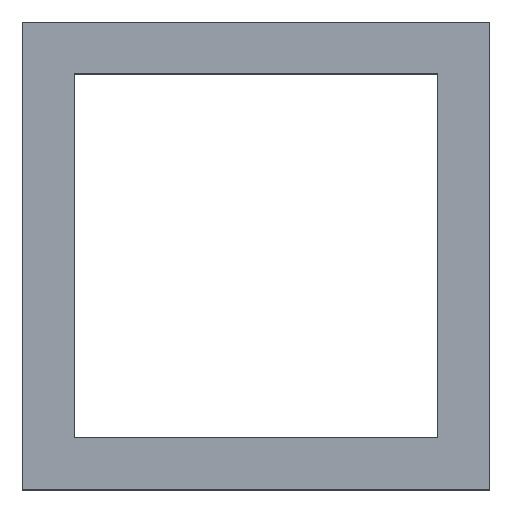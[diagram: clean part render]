
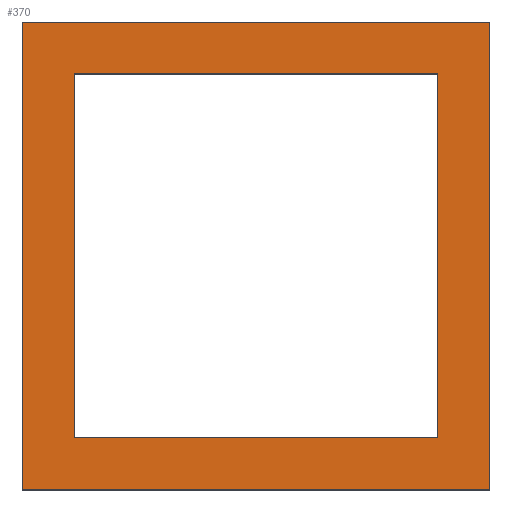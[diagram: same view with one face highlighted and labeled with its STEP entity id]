
A CAD part, top view. The second image highlights one B-rep face of the part: STEP entity #370.
In plain terms, the highlighted planar face has unit normal (0, 0, 1).
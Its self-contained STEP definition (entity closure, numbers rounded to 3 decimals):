
#17=FACE_BOUND('',#57,.T.);
#34=FACE_OUTER_BOUND('',#56,.T.);
#56=EDGE_LOOP('',(#307,#308,#309,#310));
#57=EDGE_LOOP('',(#311,#312,#313,#314));
#75=LINE('',#529,#123);
#79=LINE('',#537,#127);
#82=LINE('',#543,#130);
#85=LINE('',#547,#133);
#96=LINE('',#572,#144);
#101=LINE('',#580,#149);
#106=LINE('',#589,#154);
#110=LINE('',#594,#158);
#123=VECTOR('',#431,1000.);
#127=VECTOR('',#437,1000.);
#130=VECTOR('',#442,1000.);
#133=VECTOR('',#447,1000.);
#144=VECTOR('',#466,1000.);
#149=VECTOR('',#473,1000.);
#154=VECTOR('',#482,1000.);
#158=VECTOR('',#488,1000.);
#169=VERTEX_POINT('',#525);
#171=VERTEX_POINT('',#528);
#173=VERTEX_POINT('',#534);
#176=VERTEX_POINT('',#542);
#185=VERTEX_POINT('',#569);
#186=VERTEX_POINT('',#571);
#188=VERTEX_POINT('',#578);
#190=VERTEX_POINT('',#587);
#203=EDGE_CURVE('',#171,#169,#75,.T.);
#207=EDGE_CURVE('',#173,#169,#79,.T.);
#210=EDGE_CURVE('',#176,#171,#82,.T.);
#213=EDGE_CURVE('',#176,#173,#85,.T.);
#224=EDGE_CURVE('',#186,#185,#96,.T.);
#229=EDGE_CURVE('',#188,#185,#101,.T.);
#234=EDGE_CURVE('',#190,#188,#106,.T.);
#238=EDGE_CURVE('',#190,#186,#110,.T.);
#307=ORIENTED_EDGE('',*,*,#207,.F.);
#308=ORIENTED_EDGE('',*,*,#213,.F.);
#309=ORIENTED_EDGE('',*,*,#210,.T.);
#310=ORIENTED_EDGE('',*,*,#203,.T.);
#311=ORIENTED_EDGE('',*,*,#238,.T.);
#312=ORIENTED_EDGE('',*,*,#224,.T.);
#313=ORIENTED_EDGE('',*,*,#229,.F.);
#314=ORIENTED_EDGE('',*,*,#234,.F.);
#350=PLANE('',#404);
#370=ADVANCED_FACE('',(#34,#17),#350,.F.);
#404=AXIS2_PLACEMENT_3D('',#595,#489,#490);
#431=DIRECTION('',(0.,1.,0.));
#437=DIRECTION('',(1.,0.,0.));
#442=DIRECTION('',(1.,0.,0.));
#447=DIRECTION('',(0.,1.,0.));
#466=DIRECTION('',(1.,0.,0.));
#473=DIRECTION('',(0.,1.,0.));
#482=DIRECTION('',(1.,0.,0.));
#488=DIRECTION('',(0.,1.,0.));
#489=DIRECTION('center_axis',(0.,0.,-1.));
#490=DIRECTION('ref_axis',(1.,0.,0.));
#525=CARTESIAN_POINT('',(9.,9.,0.));
#528=CARTESIAN_POINT('',(9.,-9.,0.));
#529=CARTESIAN_POINT('',(9.,-9.6,0.));
#534=CARTESIAN_POINT('',(-9.,9.,0.));
#537=CARTESIAN_POINT('',(-9.6,9.,0.));
#542=CARTESIAN_POINT('',(-9.,-9.,0.));
#543=CARTESIAN_POINT('',(-9.6,-9.,0.));
#547=CARTESIAN_POINT('',(-9.,-9.6,0.));
#569=CARTESIAN_POINT('',(7.,7.,0.));
#571=CARTESIAN_POINT('',(-7.,7.,0.));
#572=CARTESIAN_POINT('',(-7.2,7.,0.));
#578=CARTESIAN_POINT('',(7.,-7.,0.));
#580=CARTESIAN_POINT('',(7.,-9.6,0.));
#587=CARTESIAN_POINT('',(-7.,-7.,0.));
#589=CARTESIAN_POINT('',(-7.2,-7.,0.));
#594=CARTESIAN_POINT('',(-7.,-9.6,0.));
#595=CARTESIAN_POINT('Origin',(-9.6,-9.6,0.));
